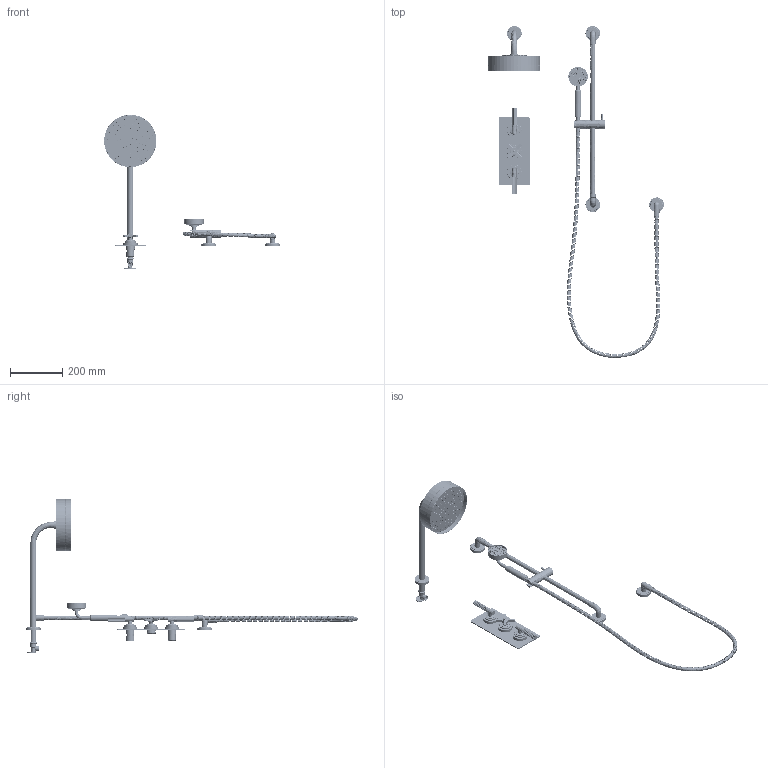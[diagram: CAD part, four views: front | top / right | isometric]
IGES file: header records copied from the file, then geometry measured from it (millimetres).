
Global section: file name: V7B1AXLL; native system: Autodesk Inventor 2023; preprocessor: unknown; author: rclarke; date: 20231004.073931; units: millimetre
Bounding box: 671.57 x 1268.6 x 590 mm (x, y, z)
Volume: 2349896.3 mm3; surface area: 803244 mm2
Topology: 345 solids, 354 shells, 6605 faces, 17750 edges, 12598 vertices
Faces by surface type: bspline 6605
